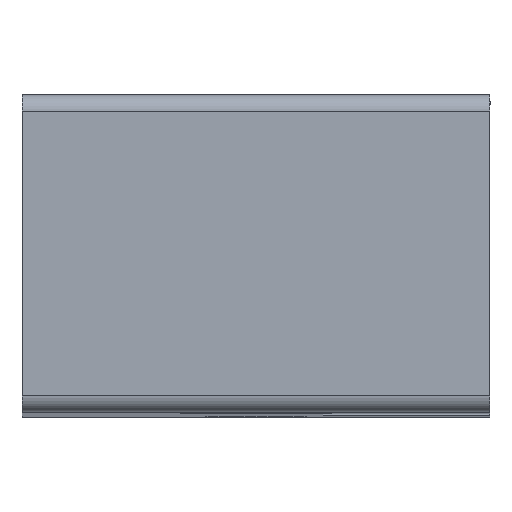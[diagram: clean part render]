
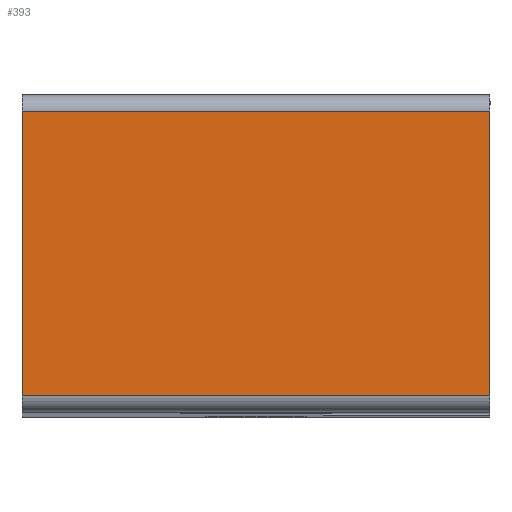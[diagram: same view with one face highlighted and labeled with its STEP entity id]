
A CAD part, top view. The second image highlights one B-rep face of the part: STEP entity #393.
In plain terms, the highlighted planar face has unit normal (0, 0, 1).
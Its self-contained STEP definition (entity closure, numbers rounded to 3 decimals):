
#136 = VERTEX_POINT('',#137);
#137 = CARTESIAN_POINT('',(-79.953,-34.691,
    141.828));
#144 = EDGE_CURVE('',#136,#145,#147,.T.);
#145 = VERTEX_POINT('',#146);
#146 = CARTESIAN_POINT('',(-79.953,-51.691,
    141.828));
#147 = LINE('',#148,#149);
#148 = CARTESIAN_POINT('',(-79.953,-44.04,
    141.828));
#149 = VECTOR('',#150,1.);
#150 = DIRECTION('',(0.,-1.,-0.));
#349 = VERTEX_POINT('',#350);
#350 = CARTESIAN_POINT('',(-107.953,-51.691,
    141.828));
#357 = EDGE_CURVE('',#349,#145,#358,.T.);
#358 = LINE('',#359,#360);
#359 = CARTESIAN_POINT('',(-107.953,-51.691,
    141.828));
#360 = VECTOR('',#361,1.);
#361 = DIRECTION('',(1.,0.,0.));
#393 = ADVANCED_FACE('',(#394),#412,.T.);
#394 = FACE_BOUND('',#395,.F.);
#395 = EDGE_LOOP('',(#396,#404,#410,#411));
#396 = ORIENTED_EDGE('',*,*,#397,.T.);
#397 = EDGE_CURVE('',#349,#398,#400,.T.);
#398 = VERTEX_POINT('',#399);
#399 = CARTESIAN_POINT('',(-107.953,-34.691,
    141.828));
#400 = LINE('',#401,#402);
#401 = CARTESIAN_POINT('',(-107.953,-43.566,
    141.828));
#402 = VECTOR('',#403,1.);
#403 = DIRECTION('',(0.,1.,0.));
#404 = ORIENTED_EDGE('',*,*,#405,.F.);
#405 = EDGE_CURVE('',#136,#398,#406,.T.);
#406 = LINE('',#407,#408);
#407 = CARTESIAN_POINT('',(-79.953,-34.691,
    141.828));
#408 = VECTOR('',#409,1.);
#409 = DIRECTION('',(-1.,0.,0.));
#410 = ORIENTED_EDGE('',*,*,#144,.T.);
#411 = ORIENTED_EDGE('',*,*,#357,.F.);
#412 = PLANE('',#413);
#413 = AXIS2_PLACEMENT_3D('',#414,#415,#416);
#414 = CARTESIAN_POINT('',(-93.953,-43.191,
    141.828));
#415 = DIRECTION('',(0.,0.,1.));
#416 = DIRECTION('',(0.,-1.,0.));
